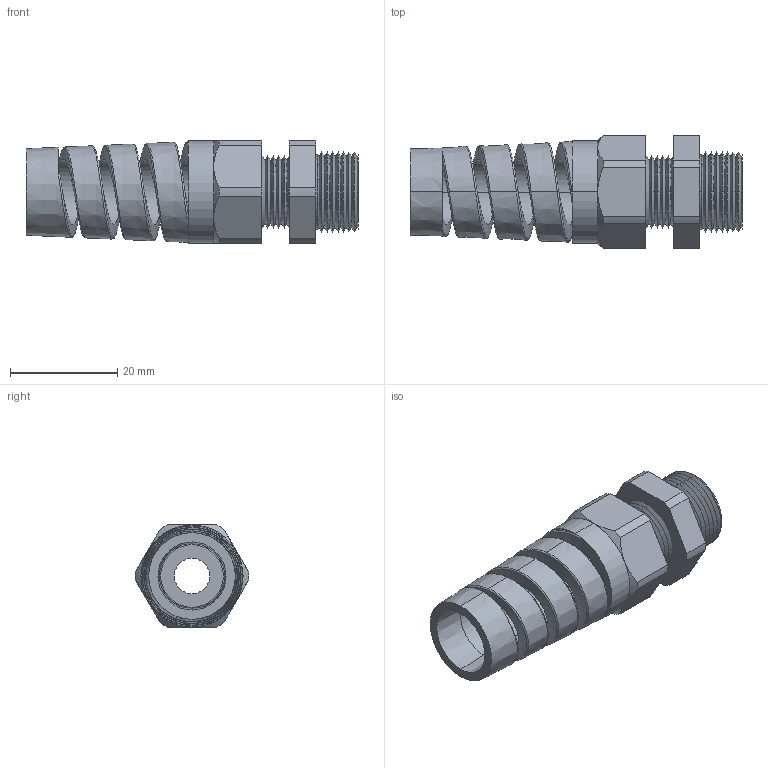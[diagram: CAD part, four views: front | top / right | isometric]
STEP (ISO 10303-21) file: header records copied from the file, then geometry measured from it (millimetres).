
FILE_DESCRIPTION (( 'STEP AP203' ), '1' );
FILE_NAME ('CF09BA-GY.STEP', '2008-05-28T16:00:28', ( 'Baystate01' ), ( 'Baystate' ), 'SwSTEP 2.0', 'SolidWorks 2007', '' );
FILE_SCHEMA (( 'CONFIG_CONTROL_DESIGN' ));
Length unit declared in the file: inch
Products named in the file (1): CF09BA-GY
Bounding box: 61.98 x 21.14 x 19.05 mm (x, y, z)
Volume: 8718.4 mm3; surface area: 7842.9 mm2
Topology: 2 solids, 2 shells, 140 faces, 325 edges, 192 vertices
Faces by surface type: cone 75, cylinder 31, plane 24, torus 6, bspline 4
Entity records: 7847 total; most frequent: CARTESIAN_POINT 4605, DIRECTION 681, ORIENTED_EDGE 650, EDGE_CURVE 325, AXIS2_PLACEMENT_3D 273, VERTEX_POINT 192, EDGE_LOOP 149, ADVANCED_FACE 140
